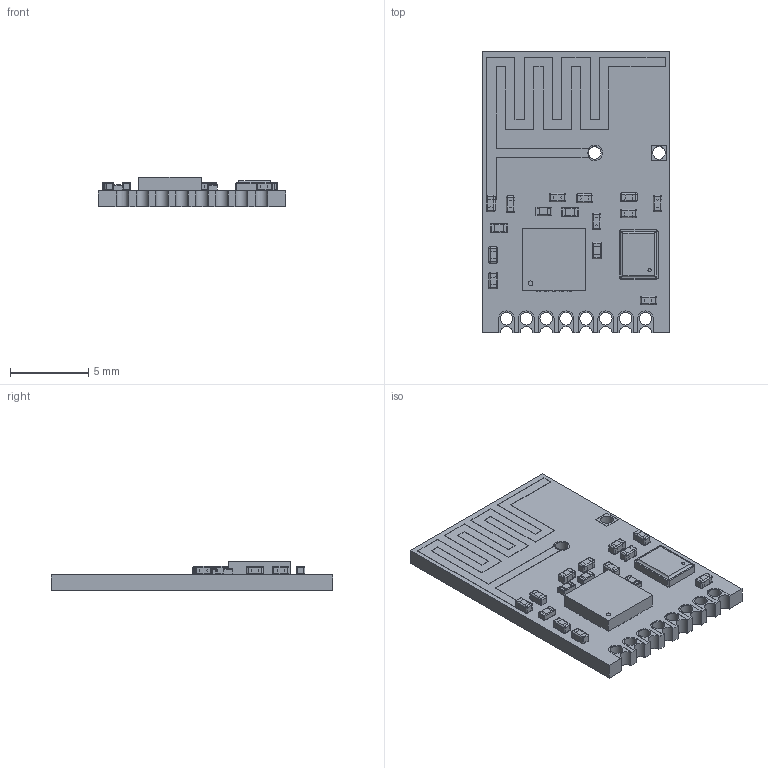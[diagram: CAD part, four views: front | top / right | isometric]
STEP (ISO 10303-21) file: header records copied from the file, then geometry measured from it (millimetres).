
FILE_DESCRIPTION(('STEP AP214'), '1');
FILE_NAME('NRF24L01', '2024-07-15T11:39:25', (''), (''), 'C3D Converter', 'C3D Toolkit', '');
FILE_SCHEMA(('AUTOMOTIVE_DESIGN { 1 0 10303 214 3 1 1}'));
Length unit declared in the file: millimetre
Assembly tree (18 placements, depth 2):
  (unnamed)
    (unnamed)
    (unnamed)
    (unnamed)
    (unnamed)  x4
    (unnamed)  x11
Bounding box: 12 x 18 x 1.88 mm (x, y, z)
Volume: 232.3 mm3; surface area: 624 mm2
Topology: 26 solids, 26 shells, 924 faces, 2476 edges, 1528 vertices
Faces by surface type: plane 567, cylinder 269, sphere 88
Full cylindrical faces by diameter (mm): 0.2 x1, 0.3 x1, 0.8 x10, 1 x1
Entity records: 16380 total; most frequent: CARTESIAN_POINT 2245, ORIENTED_EDGE 2146, DIRECTION 2119, EDGE_CURVE 1073, LINE 869, VECTOR 869, VERTEX_POINT 704, AXIS2_PLACEMENT_3D 625
